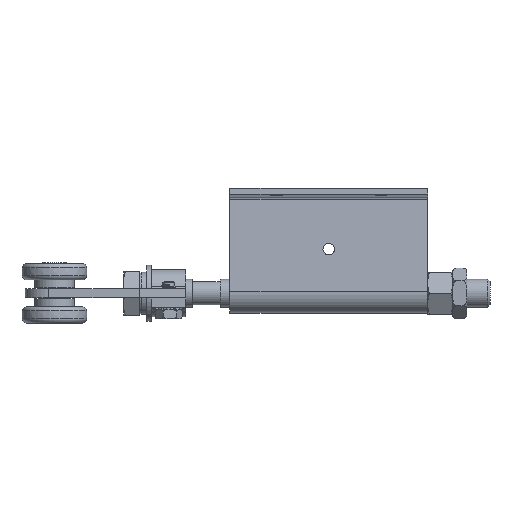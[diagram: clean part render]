
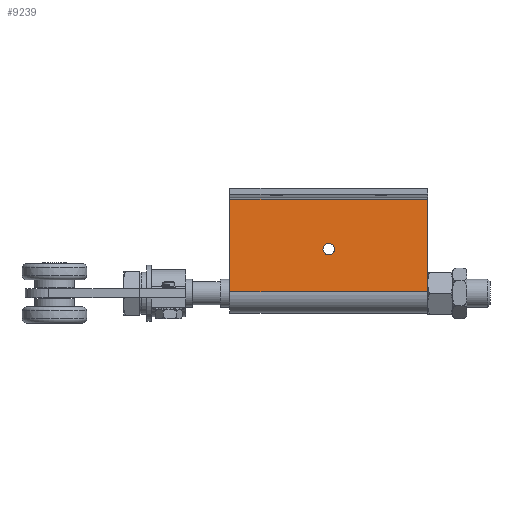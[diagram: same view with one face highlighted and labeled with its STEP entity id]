
A CAD part, left-side view. The second image highlights one B-rep face of the part: STEP entity #9239.
In plain terms, the highlighted face is planar.
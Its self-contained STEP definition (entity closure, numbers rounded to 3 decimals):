
#462=FACE_BOUND('',#1807,.T.);
#655=PLANE('',#10508);
#1192=FACE_OUTER_BOUND('',#1806,.T.);
#1806=EDGE_LOOP('',(#7903,#7904,#7905,#7906));
#1807=EDGE_LOOP('',(#7907));
#2352=LINE('',#22445,#2899);
#2353=LINE('',#22449,#2900);
#2354=LINE('',#22451,#2901);
#2355=LINE('',#22452,#2902);
#2899=VECTOR('',#13181,10.);
#2900=VECTOR('',#13186,10.);
#2901=VECTOR('',#13187,10.);
#2902=VECTOR('',#13188,10.);
#3446=CIRCLE('',#10499,2.5);
#4292=VERTEX_POINT('',#22417);
#4301=VERTEX_POINT('',#22442);
#4302=VERTEX_POINT('',#22444);
#4303=VERTEX_POINT('',#22448);
#4304=VERTEX_POINT('',#22450);
#5495=EDGE_CURVE('',#4292,#4292,#3446,.T.);
#5507=EDGE_CURVE('',#4302,#4301,#2352,.T.);
#5509=EDGE_CURVE('',#4301,#4303,#2353,.T.);
#5510=EDGE_CURVE('',#4304,#4303,#2354,.T.);
#5511=EDGE_CURVE('',#4304,#4302,#2355,.T.);
#7903=ORIENTED_EDGE('',*,*,#5509,.T.);
#7904=ORIENTED_EDGE('',*,*,#5510,.F.);
#7905=ORIENTED_EDGE('',*,*,#5511,.T.);
#7906=ORIENTED_EDGE('',*,*,#5507,.T.);
#7907=ORIENTED_EDGE('',*,*,#5495,.T.);
#9239=ADVANCED_FACE('',(#1192,#462),#655,.T.);
#10499=AXIS2_PLACEMENT_3D('',#22419,#13157,#13158);
#10508=AXIS2_PLACEMENT_3D('',#22447,#13184,#13185);
#13157=DIRECTION('center_axis',(0.,-1.,0.));
#13158=DIRECTION('ref_axis',(1.,0.,0.));
#13181=DIRECTION('',(0.,0.,1.));
#13184=DIRECTION('center_axis',(0.,1.,0.));
#13185=DIRECTION('ref_axis',(0.,0.,1.));
#13186=DIRECTION('',(1.,0.,0.));
#13187=DIRECTION('',(0.,0.,1.));
#13188=DIRECTION('',(-1.,0.,0.));
#22417=CARTESIAN_POINT('',(15.955,8.433,42.5));
#22419=CARTESIAN_POINT('Origin',(18.455,8.433,42.5));
#22442=CARTESIAN_POINT('',(-0.045,8.433,85.));
#22444=CARTESIAN_POINT('',(-0.045,8.433,0.));
#22445=CARTESIAN_POINT('',(-0.045,8.433,0.));
#22447=CARTESIAN_POINT('Origin',(-0.045,8.433,0.));
#22448=CARTESIAN_POINT('',(39.955,8.433,85.));
#22449=CARTESIAN_POINT('',(39.955,8.433,85.));
#22450=CARTESIAN_POINT('',(39.955,8.433,0.));
#22451=CARTESIAN_POINT('',(39.955,8.433,0.));
#22452=CARTESIAN_POINT('',(39.955,8.433,0.));
